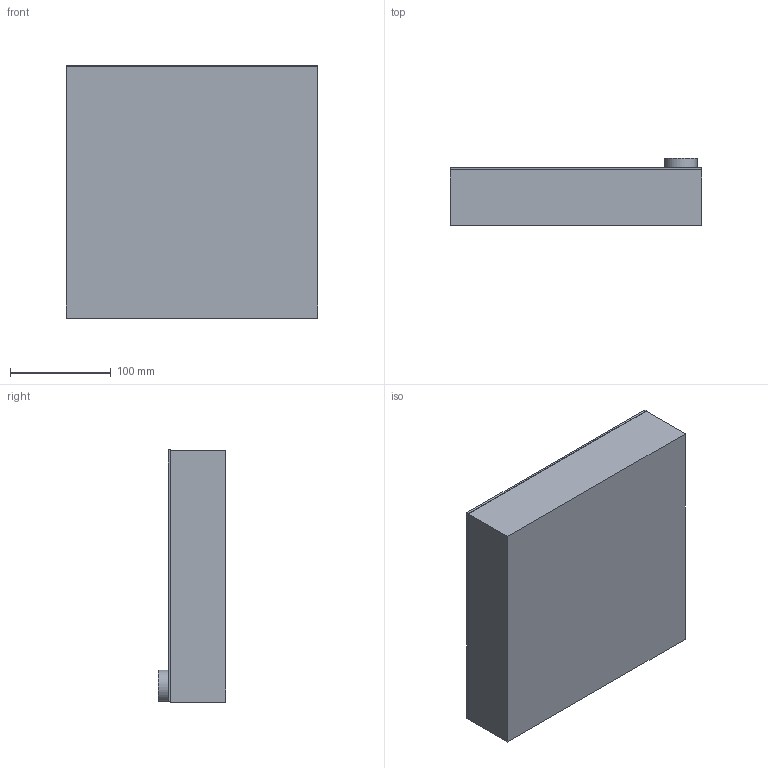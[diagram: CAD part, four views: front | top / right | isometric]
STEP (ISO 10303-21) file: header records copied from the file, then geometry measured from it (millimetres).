
FILE_DESCRIPTION(/* description */ (''),/* implementation_level */ '2;1');
FILE_NAME(/* name */ 'Tank v1.step',/* time_stamp */ '2023-10-13T19:17:04+05:30',/* author */ (''),/* organization */ (''),/* preprocessor_version */ 'ST-DEVELOPER v20',/* originating_system */ 'Autodesk Translation Framework v12.14.0.127',/* authorisation */ '');
FILE_SCHEMA (('AUTOMOTIVE_DESIGN { 1 0 10303 214 3 1 1 }'));
Length unit declared in the file: millimetre
Products named in the file (1): Tank
Bounding box: 250.14 x 67 x 250.45 mm (x, y, z)
Volume: 474626.8 mm3; surface area: 353121.2 mm2
Topology: 1 solids, 2 shells, 20 faces, 46 edges, 30 vertices
Faces by surface type: plane 19, cylinder 1
Entity records: 587 total; most frequent: CARTESIAN_POINT 97, ORIENTED_EDGE 92, DIRECTION 90, EDGE_CURVE 46, LINE 44, VECTOR 44, VERTEX_POINT 30, AXIS2_PLACEMENT_3D 23
